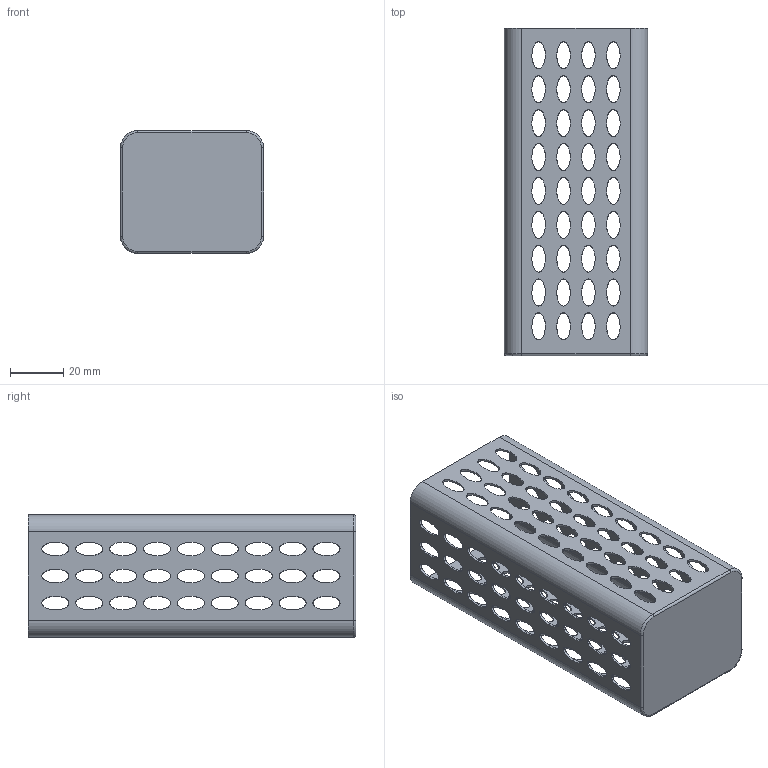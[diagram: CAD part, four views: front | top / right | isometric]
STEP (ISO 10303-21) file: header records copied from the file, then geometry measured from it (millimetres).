
FILE_DESCRIPTION(/* description */ (''),/* implementation_level */ '2;1');
FILE_NAME(/* name */ 'Cage Fast v6.step',/* time_stamp */ '2017-07-11T11:20:00-04:00',/* author */ (''),/* organization */ (''),/* preprocessor_version */ 'ST-DEVELOPER v16.13',/* originating_system */ 'Autodesk Translation Framework v6.1.1.50',/* authorisation */ '');
FILE_SCHEMA (('AUTOMOTIVE_DESIGN { 1 0 10303 214 3 1 1 }'));
Length unit declared in the file: millimetre
Products named in the file (1): Cage Fast v6
Bounding box: 53.73 x 122.72 x 46.05 mm (x, y, z)
Volume: 16524 mm3; surface area: 42242.7 mm2
Topology: 1 solids, 1 shells, 161 faces, 458 edges, 300 vertices
Faces by surface type: bspline 130, cylinder 16, plane 11, torus 4
Entity records: 7450 total; most frequent: CARTESIAN_POINT 3220, ORIENTED_EDGE 916, DIRECTION 688, EDGE_CURVE 458, EDGE_LOOP 414, AXIS2_PLACEMENT_3D 324, VERTEX_POINT 300, FACE_BOUND 253
